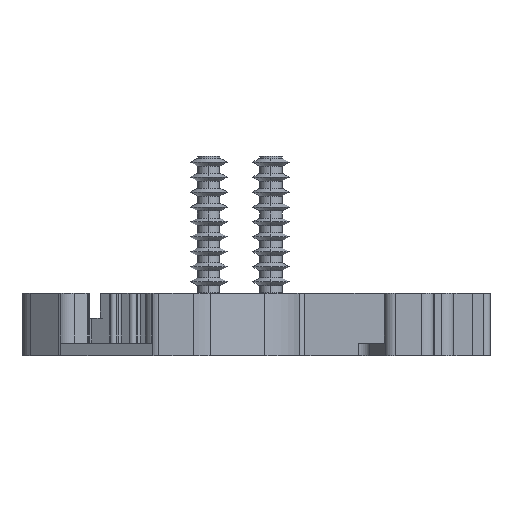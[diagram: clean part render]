
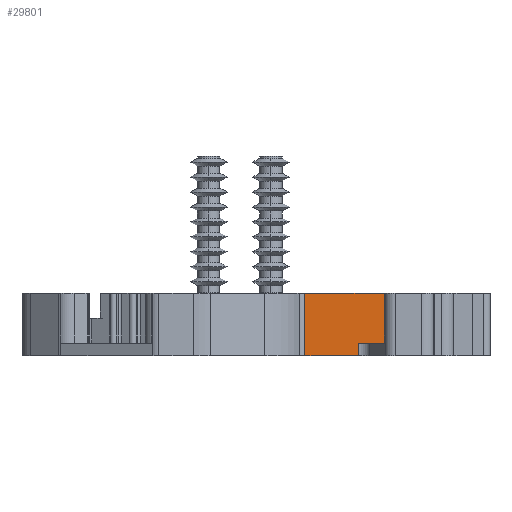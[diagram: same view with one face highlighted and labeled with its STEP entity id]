
A CAD part, left-side view. The second image highlights one B-rep face of the part: STEP entity #29801.
In plain terms, the highlighted planar face has unit normal (-1, 0, 0).
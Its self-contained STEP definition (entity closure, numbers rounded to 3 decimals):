
#272 = EDGE_CURVE ( 'NONE', #18705, #18987, #21812, .T. ) ;
#2850 = VECTOR ( 'NONE', #21915, 1000. ) ;
#3017 = AXIS2_PLACEMENT_3D ( 'NONE', #4261, #20625, #6613 ) ;
#3448 = VERTEX_POINT ( 'NONE', #3963 ) ;
#3963 = CARTESIAN_POINT ( 'NONE',  ( -58.094, 0.2, 1. ) ) ;
#4261 = CARTESIAN_POINT ( 'NONE',  ( -58.094, 2.601, 1. ) ) ;
#5044 = VECTOR ( 'NONE', #28574, 1000. ) ;
#5511 = LINE ( 'NONE', #19928, #11713 ) ;
#5983 = FACE_OUTER_BOUND ( 'NONE', #15714, .T. ) ;
#6118 = DIRECTION ( 'NONE',  ( 0., 0., -1. ) ) ;
#6613 = DIRECTION ( 'NONE',  ( 0., 0., -1. ) ) ;
#6842 = VECTOR ( 'NONE', #20411, 1000. ) ;
#7791 = LINE ( 'NONE', #16443, #20243 ) ;
#8668 = CARTESIAN_POINT ( 'NONE',  ( -58.094, 0.2, 1. ) ) ;
#10344 = CARTESIAN_POINT ( 'NONE',  ( -58.094, 5.7, 5. ) ) ;
#10729 = CARTESIAN_POINT ( 'NONE',  ( -58.094, 0.2, 5. ) ) ;
#11701 = EDGE_CURVE ( 'NONE', #27213, #3448, #11748, .T. ) ;
#11713 = VECTOR ( 'NONE', #12860, 1000. ) ;
#11748 = LINE ( 'NONE', #8668, #17957 ) ;
#12492 = CARTESIAN_POINT ( 'NONE',  ( -58.094, 8.57, 0. ) ) ;
#12860 = DIRECTION ( 'NONE',  ( 0., 1., 0. ) ) ;
#14433 = EDGE_CURVE ( 'NONE', #15229, #22157, #7791, .T. ) ;
#15229 = VERTEX_POINT ( 'NONE', #29231 ) ;
#15287 = EDGE_CURVE ( 'NONE', #22157, #18705, #5511, .T. ) ;
#15714 = EDGE_LOOP ( 'NONE', ( #21653, #21806, #22504, #23393, #23990, #25024 ) ) ;
#15815 = CARTESIAN_POINT ( 'NONE',  ( -58.094, 2.601, 1. ) ) ;
#16009 = EDGE_CURVE ( 'NONE', #3448, #15229, #24807, .T. ) ;
#16443 = CARTESIAN_POINT ( 'NONE',  ( -58.094, 4.244, 1. ) ) ;
#17918 = CARTESIAN_POINT ( 'NONE',  ( -58.094, 4.244, 0. ) ) ;
#17957 = VECTOR ( 'NONE', #6118, 1000. ) ;
#18705 = VERTEX_POINT ( 'NONE', #12492 ) ;
#18772 = DIRECTION ( 'NONE',  ( 0., 0., -1. ) ) ;
#18987 = VERTEX_POINT ( 'NONE', #22628 ) ;
#19928 = CARTESIAN_POINT ( 'NONE',  ( -58.094, 2.035, 0. ) ) ;
#20243 = VECTOR ( 'NONE', #18772, 1000. ) ;
#20411 = DIRECTION ( 'NONE',  ( 0., 1., 0. ) ) ;
#20625 = DIRECTION ( 'NONE',  ( 1., 0., 0. ) ) ;
#21653 = ORIENTED_EDGE ( 'NONE', *, *, #27097, .F. ) ;
#21806 = ORIENTED_EDGE ( 'NONE', *, *, #272, .F. ) ;
#21812 = LINE ( 'NONE', #29463, #5044 ) ;
#21915 = DIRECTION ( 'NONE',  ( 0., -1., 0. ) ) ;
#22157 = VERTEX_POINT ( 'NONE', #17918 ) ;
#22504 = ORIENTED_EDGE ( 'NONE', *, *, #15287, .F. ) ;
#22628 = CARTESIAN_POINT ( 'NONE',  ( -58.094, 8.57, 5. ) ) ;
#23393 = ORIENTED_EDGE ( 'NONE', *, *, #14433, .F. ) ;
#23990 = ORIENTED_EDGE ( 'NONE', *, *, #16009, .F. ) ;
#24807 = LINE ( 'NONE', #15815, #6842 ) ;
#25024 = ORIENTED_EDGE ( 'NONE', *, *, #11701, .F. ) ;
#25290 = PLANE ( 'NONE',  #3017 ) ;
#27056 = LINE ( 'NONE', #10344, #2850 ) ;
#27097 = EDGE_CURVE ( 'NONE', #18987, #27213, #27056, .T. ) ;
#27213 = VERTEX_POINT ( 'NONE', #10729 ) ;
#28574 = DIRECTION ( 'NONE',  ( 0., 0., 1. ) ) ;
#29231 = CARTESIAN_POINT ( 'NONE',  ( -58.094, 4.244, 1. ) ) ;
#29463 = CARTESIAN_POINT ( 'NONE',  ( -58.094, 8.57, 1. ) ) ;
#29801 = ADVANCED_FACE ( 'NONE', ( #5983 ), #25290, .F. ) ;
